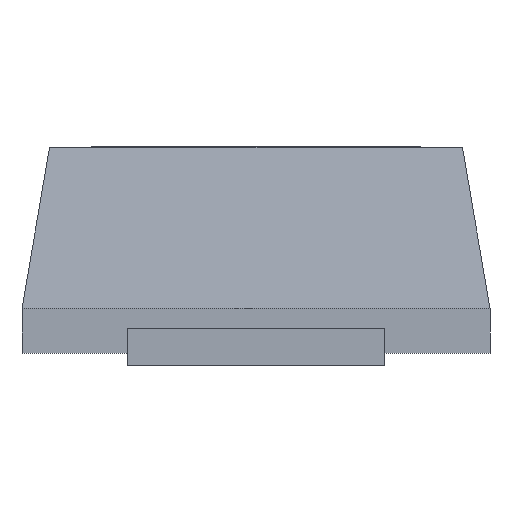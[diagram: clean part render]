
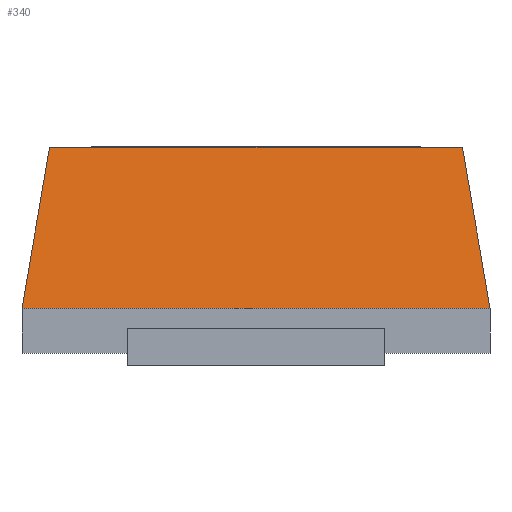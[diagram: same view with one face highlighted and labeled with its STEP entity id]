
A CAD part, left-side view. The second image highlights one B-rep face of the part: STEP entity #340.
In plain terms, the highlighted planar face has unit normal (-0.986, 0, 0.169).
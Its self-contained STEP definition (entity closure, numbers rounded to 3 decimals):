
#188 = VERTEX_POINT('',#189);
#189 = CARTESIAN_POINT('',(-1.285,-0.84,0.889));
#204 = VERTEX_POINT('',#205);
#205 = CARTESIAN_POINT('',(-1.285,0.84,0.889));
#211 = EDGE_CURVE('',#188,#204,#212,.T.);
#212 = LINE('',#213,#214);
#213 = CARTESIAN_POINT('',(-1.285,-0.84,0.889));
#214 = VECTOR('',#215,1.);
#215 = DIRECTION('',(0.,1.,0.));
#268 = VERTEX_POINT('',#269);
#269 = CARTESIAN_POINT('',(-1.397,-0.952,0.234));
#282 = EDGE_CURVE('',#268,#188,#283,.T.);
#283 = LINE('',#284,#285);
#284 = CARTESIAN_POINT('',(-1.397,-0.952,0.234));
#285 = VECTOR('',#286,1.);
#286 = DIRECTION('',(0.166,0.166,0.972));
#321 = VERTEX_POINT('',#322);
#322 = CARTESIAN_POINT('',(-1.397,0.952,0.234));
#328 = EDGE_CURVE('',#204,#321,#329,.T.);
#329 = LINE('',#330,#331);
#330 = CARTESIAN_POINT('',(-1.285,0.84,0.889));
#331 = VECTOR('',#332,1.);
#332 = DIRECTION('',(-0.166,0.166,-0.972));
#340 = ADVANCED_FACE('',(#341),#352,.T.);
#341 = FACE_BOUND('',#342,.T.);
#342 = EDGE_LOOP('',(#343,#349,#350,#351));
#343 = ORIENTED_EDGE('',*,*,#344,.F.);
#344 = EDGE_CURVE('',#268,#321,#345,.T.);
#345 = LINE('',#346,#347);
#346 = CARTESIAN_POINT('',(-1.397,-0.952,0.234));
#347 = VECTOR('',#348,1.);
#348 = DIRECTION('',(0.,1.,0.));
#349 = ORIENTED_EDGE('',*,*,#282,.T.);
#350 = ORIENTED_EDGE('',*,*,#211,.T.);
#351 = ORIENTED_EDGE('',*,*,#328,.T.);
#352 = PLANE('',#353);
#353 = AXIS2_PLACEMENT_3D('',#354,#355,#356);
#354 = CARTESIAN_POINT('',(-1.397,0.952,0.234));
#355 = DIRECTION('',(-0.986,0.,0.169));
#356 = DIRECTION('',(0.169,0.,0.986));
